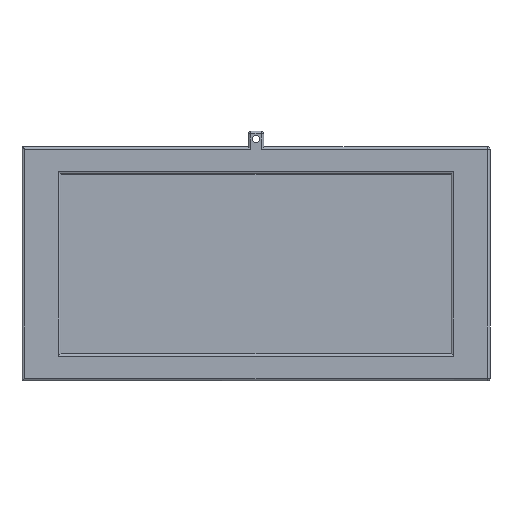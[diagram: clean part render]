
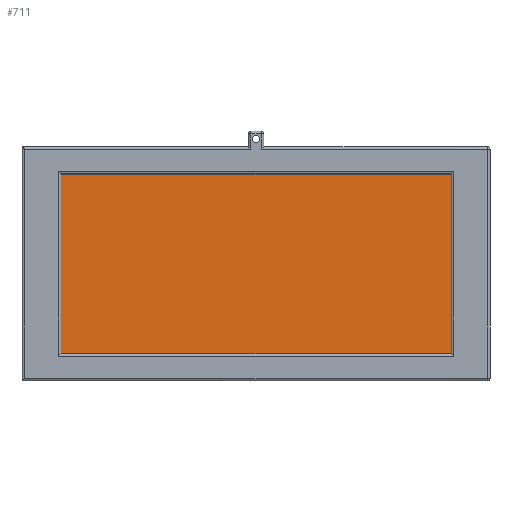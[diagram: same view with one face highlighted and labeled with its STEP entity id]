
A CAD part, front view. The second image highlights one B-rep face of the part: STEP entity #711.
In plain terms, the highlighted planar face has unit normal (0, -1, 0).
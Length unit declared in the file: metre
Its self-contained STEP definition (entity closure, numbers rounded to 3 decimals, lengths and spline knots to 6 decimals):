
#154=ORIENTED_EDGE('',*,*,#348,.T.);
#155=ORIENTED_EDGE('',*,*,#351,.T.);
#156=ORIENTED_EDGE('',*,*,#352,.F.);
#157=ORIENTED_EDGE('',*,*,#353,.F.);
#348=EDGE_CURVE('',#446,#445,#508,.T.);
#351=EDGE_CURVE('',#445,#447,#510,.F.);
#352=EDGE_CURVE('',#448,#447,#511,.T.);
#353=EDGE_CURVE('',#446,#448,#512,.T.);
#445=VERTEX_POINT('',#1208);
#446=VERTEX_POINT('',#1210);
#447=VERTEX_POINT('',#1215);
#448=VERTEX_POINT('',#1217);
#508=LINE('',#1209,#573);
#510=LINE('',#1214,#575);
#511=LINE('',#1216,#576);
#512=LINE('',#1218,#577);
#573=VECTOR('',#935,1.);
#575=VECTOR('',#941,1.);
#576=VECTOR('',#942,1.);
#577=VECTOR('',#943,1.);
#598=EDGE_LOOP('',(#154,#155,#156,#157));
#649=FACE_BOUND('',#598,.T.);
#694=PLANE('',#774);
#711=ADVANCED_FACE('',(#649),#694,.F.);
#774=AXIS2_PLACEMENT_3D('',#1213,#939,#940);
#935=DIRECTION('',(-1.,0.,0.));
#939=DIRECTION('',(0.,1.,0.));
#940=DIRECTION('',(0.,0.,1.));
#941=DIRECTION('',(0.,0.,1.));
#942=DIRECTION('',(-1.,0.,0.));
#943=DIRECTION('',(0.,0.,-1.));
#1208=CARTESIAN_POINT('',(-0.076195,0.001778,0.037592));
#1209=CARTESIAN_POINT('',(0.07493,0.001778,0.037592));
#1210=CARTESIAN_POINT('',(0.07493,0.001778,0.037592));
#1213=CARTESIAN_POINT('',(0.07493,0.001778,0.));
#1214=CARTESIAN_POINT('',(-0.076195,0.001778,0.037592));
#1215=CARTESIAN_POINT('',(-0.076195,0.001778,-0.037592));
#1216=CARTESIAN_POINT('',(0.07493,0.001778,-0.037592));
#1217=CARTESIAN_POINT('',(0.07493,0.001778,-0.037592));
#1218=CARTESIAN_POINT('',(0.07493,0.001778,0.));
